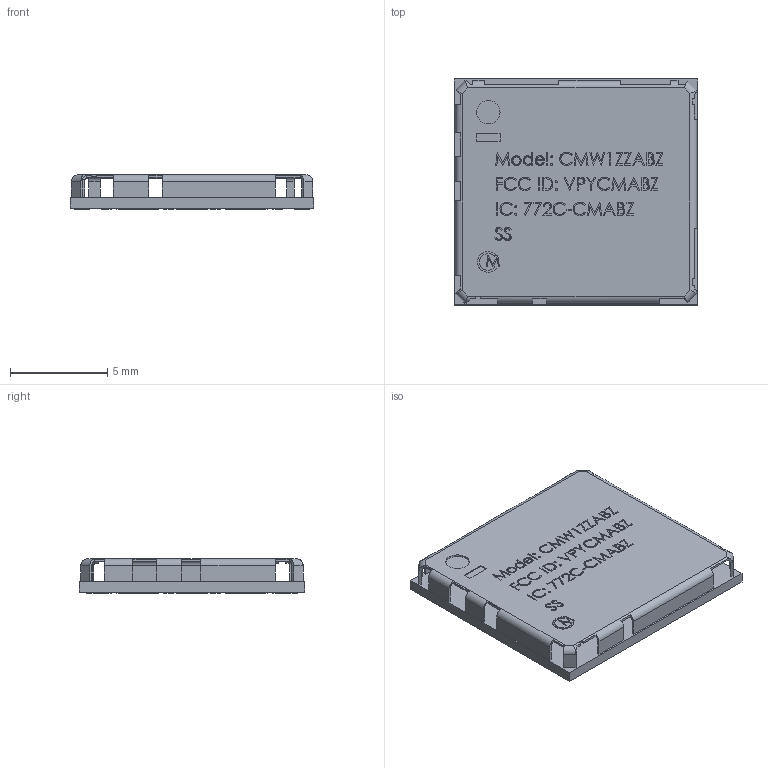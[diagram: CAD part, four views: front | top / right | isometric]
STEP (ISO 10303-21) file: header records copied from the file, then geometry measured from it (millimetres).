
FILE_DESCRIPTION(('FreeCAD Model'),'2;1');
FILE_NAME('User_Library_CMWX1ZZABZ_cp.step', '2019-08-01T14:39:47',('kicad StepUp'),('ksu MCAD'), 'Open CASCADE STEP processor 7.2','FreeCAD','Unknown');
FILE_SCHEMA(('AUTOMOTIVE_DESIGN { 1 0 10303 214 1 1 1 1 }'));
Length unit declared in the file: millimetre
Products named in the file (1): User_Library_CMWX1ZZABZ_cp
Bounding box: 12.5 x 11.6 x 1.76 mm (x, y, z)
Volume: 100 mm3; surface area: 757 mm2
Topology: 59 solids, 59 shells, 1022 faces, 2512 edges, 1672 vertices
Faces by surface type: plane 803, bspline 201, cylinder 18
Entity records: 47036 total; most frequent: CARTESIAN_POINT 17166, ORIENTED_EDGE 5024, DIRECTION 3778, EDGE_CURVE 2512, LINE 2018, VECTOR 2018, VERTEX_POINT 1672, FACE_BOUND 1088
